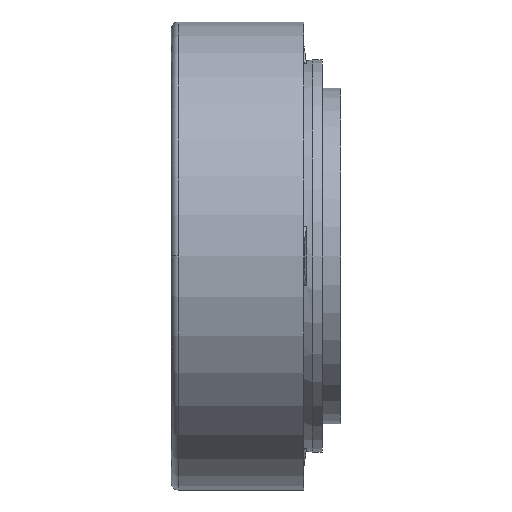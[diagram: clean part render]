
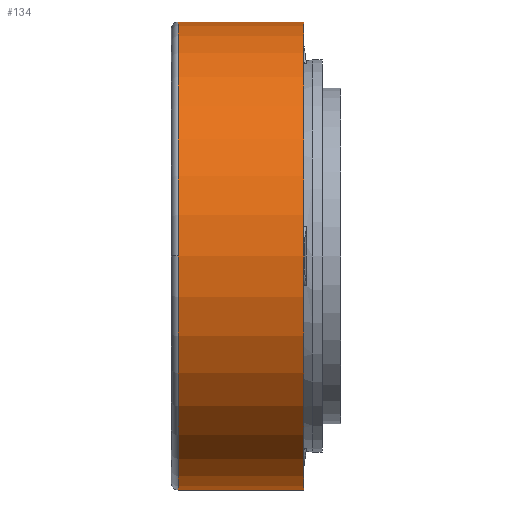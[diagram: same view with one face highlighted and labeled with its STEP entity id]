
A CAD part, front view. The second image highlights one B-rep face of the part: STEP entity #134.
In plain terms, the highlighted cylindrical face has radius 85 mm (diameter 170 mm), a partial arc.
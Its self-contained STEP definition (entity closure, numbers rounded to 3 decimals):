
#134=ADVANCED_FACE('',(#353),#354,.T.);
#353=FACE_OUTER_BOUND('',#676,.T.);
#354=CYLINDRICAL_SURFACE('',#677,85.0);
#676=EDGE_LOOP('',(#980,#981,#982,#983,#984));
#677=AXIS2_PLACEMENT_3D('',#985,#986,#987);
#980=ORIENTED_EDGE('',*,*,#1822,.F.);
#981=ORIENTED_EDGE('',*,*,#1814,.T.);
#982=ORIENTED_EDGE('',*,*,#1823,.T.);
#983=ORIENTED_EDGE('',*,*,#1824,.F.);
#984=ORIENTED_EDGE('',*,*,#1825,.F.);
#985=CARTESIAN_POINT('',(25.25,0.0,0.0));
#986=DIRECTION('',(-1.0,0.0,0.0));
#987=DIRECTION('',(0.0,0.,1.0));
#1814=EDGE_CURVE('',#2148,#2146,#2149,.T.);
#1822=EDGE_CURVE('',#2148,#2161,#2162,.T.);
#1823=EDGE_CURVE('',#2146,#2163,#2164,.T.);
#1824=EDGE_CURVE('',#2165,#2163,#2166,.T.);
#1825=EDGE_CURVE('',#2161,#2165,#2167,.T.);
#2146=VERTEX_POINT('',#2628);
#2148=VERTEX_POINT('',#2630);
#2149=CIRCLE('',#2631,85.0);
#2161=VERTEX_POINT('',#2645);
#2162=LINE('',#2646,#2647);
#2163=VERTEX_POINT('',#2648);
#2164=CIRCLE('',#2649,85.0);
#2165=VERTEX_POINT('',#2650);
#2166=LINE('',#2651,#2652);
#2167=CIRCLE('',#2653,85.0);
#2628=CARTESIAN_POINT('',(2.5,-85.0,0.));
#2630=CARTESIAN_POINT('',(2.5,0.,85.0));
#2631=AXIS2_PLACEMENT_3D('',#3217,#3218,#3219);
#2645=CARTESIAN_POINT('',(48.0,0.,85.0));
#2646=CARTESIAN_POINT('',(25.25,0.,85.0));
#2647=VECTOR('',#3231,1.0);
#2648=CARTESIAN_POINT('',(2.5,0.,-85.0));
#2649=AXIS2_PLACEMENT_3D('',#3232,#3233,#3234);
#2650=CARTESIAN_POINT('',(48.0,0.,-85.0));
#2651=CARTESIAN_POINT('',(25.25,0.,-85.0));
#2652=VECTOR('',#3235,1.0);
#2653=AXIS2_PLACEMENT_3D('',#3236,#3237,#3238);
#3217=CARTESIAN_POINT('',(2.5,0.0,0.0));
#3218=DIRECTION('',(1.0,0.0,-0.0));
#3219=DIRECTION('',(0.0,0.,1.0));
#3231=DIRECTION('',(1.0,0.0,0.0));
#3232=CARTESIAN_POINT('',(2.5,0.0,0.0));
#3233=DIRECTION('',(1.0,0.0,-0.0));
#3234=DIRECTION('',(0.0,0.,1.0));
#3235=DIRECTION('',(-1.0,-0.0,-0.0));
#3236=CARTESIAN_POINT('',(48.0,0.0,0.0));
#3237=DIRECTION('',(1.0,0.0,-0.0));
#3238=DIRECTION('',(0.0,0.,1.0));
